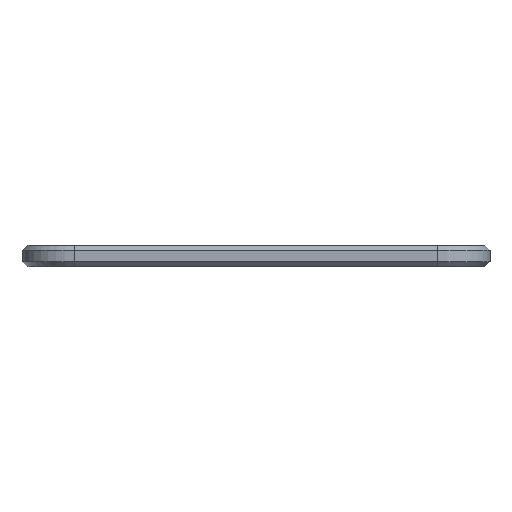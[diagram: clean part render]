
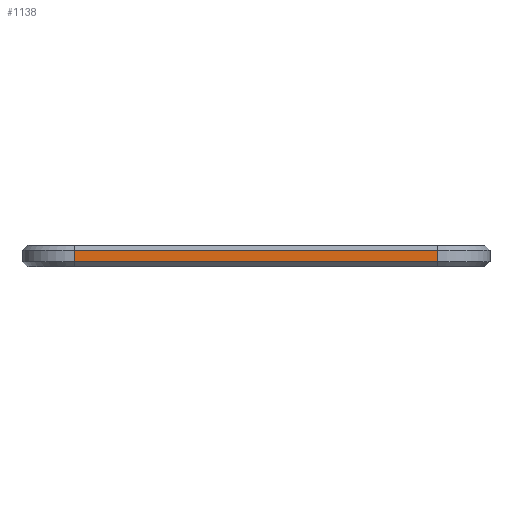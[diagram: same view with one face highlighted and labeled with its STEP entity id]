
A CAD part, front view. The second image highlights one B-rep face of the part: STEP entity #1138.
In plain terms, the highlighted planar face has unit normal (0, -1, 0).
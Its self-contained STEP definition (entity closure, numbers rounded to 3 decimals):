
#120=FACE_OUTER_BOUND('',#186,.T.);
#186=EDGE_LOOP('',(#795,#796,#797,#798));
#262=LINE('',#1702,#378);
#271=LINE('',#1732,#387);
#273=LINE('',#1738,#389);
#274=LINE('',#1739,#390);
#378=VECTOR('',#1346,10.);
#387=VECTOR('',#1379,10.);
#389=VECTOR('',#1385,10.);
#390=VECTOR('',#1386,10.);
#491=VERTEX_POINT('',#1692);
#493=VERTEX_POINT('',#1698);
#503=VERTEX_POINT('',#1731);
#505=VERTEX_POINT('',#1737);
#600=EDGE_CURVE('',#491,#493,#262,.T.);
#615=EDGE_CURVE('',#493,#503,#271,.T.);
#618=EDGE_CURVE('',#505,#491,#273,.T.);
#619=EDGE_CURVE('',#503,#505,#274,.T.);
#795=ORIENTED_EDGE('',*,*,#600,.F.);
#796=ORIENTED_EDGE('',*,*,#618,.F.);
#797=ORIENTED_EDGE('',*,*,#619,.F.);
#798=ORIENTED_EDGE('',*,*,#615,.F.);
#1099=PLANE('',#1227);
#1138=ADVANCED_FACE('',(#120),#1099,.T.);
#1227=AXIS2_PLACEMENT_3D('',#1736,#1383,#1384);
#1346=DIRECTION('',(1.,0.,0.));
#1379=DIRECTION('',(0.,0.,-1.));
#1383=DIRECTION('center_axis',(0.,-1.,0.));
#1384=DIRECTION('ref_axis',(1.,0.,0.));
#1385=DIRECTION('',(0.,0.,1.));
#1386=DIRECTION('',(-1.,0.,0.));
#1692=CARTESIAN_POINT('',(193.243,378.988,585.068));
#1698=CARTESIAN_POINT('',(234.943,378.988,585.068));
#1702=CARTESIAN_POINT('',(202.418,378.988,585.068));
#1731=CARTESIAN_POINT('',(234.943,378.988,583.768));
#1732=CARTESIAN_POINT('',(234.943,378.988,585.168));
#1736=CARTESIAN_POINT('Origin',(190.743,378.988,585.168));
#1737=CARTESIAN_POINT('',(193.243,378.988,583.768));
#1738=CARTESIAN_POINT('',(193.243,378.988,585.168));
#1739=CARTESIAN_POINT('',(202.418,378.988,583.768));
